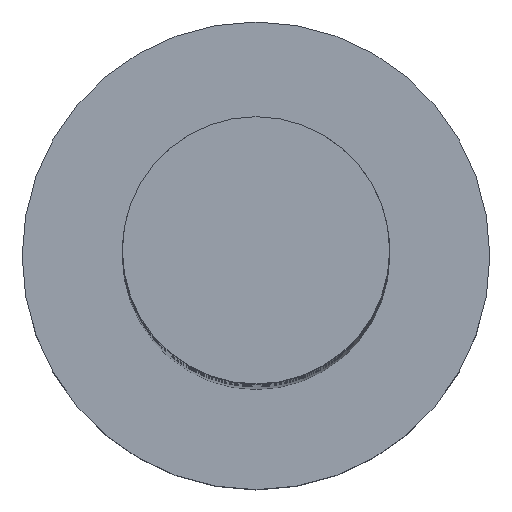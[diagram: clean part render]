
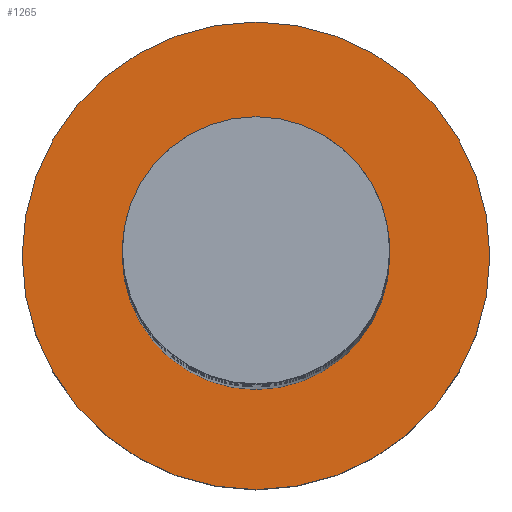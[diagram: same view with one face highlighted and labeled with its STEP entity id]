
A CAD part, top view. The second image highlights one B-rep face of the part: STEP entity #1265.
In plain terms, the highlighted planar face has unit normal (0, 0, 1).
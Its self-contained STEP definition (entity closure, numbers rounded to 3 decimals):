
#90 = EDGE_LOOP ( 'NONE', ( #390, #1243 ) ) ;
#97 = VERTEX_POINT ( 'NONE', #304 ) ;
#101 = EDGE_CURVE ( 'NONE', #729, #1119, #242, .T. ) ;
#125 = DIRECTION ( 'NONE',  ( 0., 0., 1. ) ) ;
#197 = DIRECTION ( 'NONE',  ( 0., 0., 1. ) ) ;
#219 = DIRECTION ( 'NONE',  ( 1., 0., 0. ) ) ;
#225 = ORIENTED_EDGE ( 'NONE', *, *, #517, .F. ) ;
#242 = CIRCLE ( 'NONE', #521, 4. ) ;
#304 = CARTESIAN_POINT ( 'NONE',  ( -7., 0., 5. ) ) ;
#325 = AXIS2_PLACEMENT_3D ( 'NONE', #484, #634, #1188 ) ;
#337 = DIRECTION ( 'NONE',  ( 1., 0., 0. ) ) ;
#390 = ORIENTED_EDGE ( 'NONE', *, *, #683, .T. ) ;
#424 = DIRECTION ( 'NONE',  ( 1., 0., 0. ) ) ;
#484 = CARTESIAN_POINT ( 'NONE',  ( 0., 0., 5. ) ) ;
#487 = CIRCLE ( 'NONE', #801, 7. ) ;
#493 = EDGE_LOOP ( 'NONE', ( #878, #225 ) ) ;
#517 = EDGE_CURVE ( 'NONE', #1119, #729, #1457, .T. ) ;
#521 = AXIS2_PLACEMENT_3D ( 'NONE', #761, #197, #424 ) ;
#593 = AXIS2_PLACEMENT_3D ( 'NONE', #661, #1474, #219 ) ;
#634 = DIRECTION ( 'NONE',  ( 0., 0., 1. ) ) ;
#661 = CARTESIAN_POINT ( 'NONE',  ( 0., 0., 5. ) ) ;
#683 = EDGE_CURVE ( 'NONE', #97, #1443, #487, .T. ) ;
#729 = VERTEX_POINT ( 'NONE', #1002 ) ;
#734 = CIRCLE ( 'NONE', #1378, 7. ) ;
#761 = CARTESIAN_POINT ( 'NONE',  ( 0., 0., 5. ) ) ;
#793 = CARTESIAN_POINT ( 'NONE',  ( 0., 0., 5. ) ) ;
#801 = AXIS2_PLACEMENT_3D ( 'NONE', #1025, #1138, #1253 ) ;
#878 = ORIENTED_EDGE ( 'NONE', *, *, #101, .F. ) ;
#904 = PLANE ( 'NONE',  #593 ) ;
#1002 = CARTESIAN_POINT ( 'NONE',  ( -4., 0., 5. ) ) ;
#1019 = FACE_OUTER_BOUND ( 'NONE', #90, .T. ) ;
#1025 = CARTESIAN_POINT ( 'NONE',  ( 0., 0., 5. ) ) ;
#1060 = CARTESIAN_POINT ( 'NONE',  ( 7., 0., 5. ) ) ;
#1119 = VERTEX_POINT ( 'NONE', #1216 ) ;
#1138 = DIRECTION ( 'NONE',  ( 0., 0., 1. ) ) ;
#1188 = DIRECTION ( 'NONE',  ( 1., 0., 0. ) ) ;
#1216 = CARTESIAN_POINT ( 'NONE',  ( 4., 0., 5. ) ) ;
#1243 = ORIENTED_EDGE ( 'NONE', *, *, #1425, .T. ) ;
#1253 = DIRECTION ( 'NONE',  ( 1., 0., 0. ) ) ;
#1264 = FACE_BOUND ( 'NONE', #493, .T. ) ;
#1265 = ADVANCED_FACE ( 'NONE', ( #1264, #1019 ), #904, .T. ) ;
#1378 = AXIS2_PLACEMENT_3D ( 'NONE', #793, #125, #337 ) ;
#1425 = EDGE_CURVE ( 'NONE', #1443, #97, #734, .T. ) ;
#1443 = VERTEX_POINT ( 'NONE', #1060 ) ;
#1457 = CIRCLE ( 'NONE', #325, 4. ) ;
#1474 = DIRECTION ( 'NONE',  ( 0., 0., 1. ) ) ;
